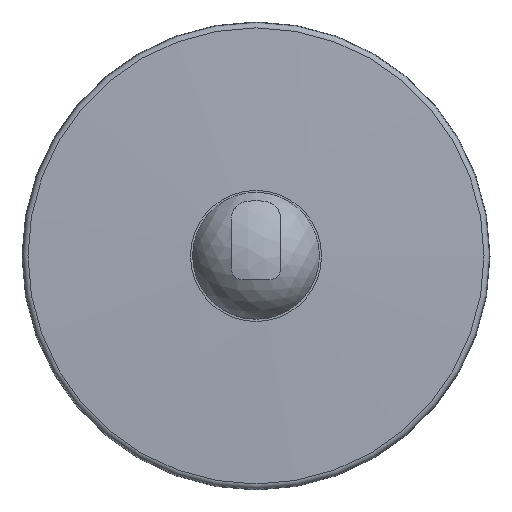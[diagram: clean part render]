
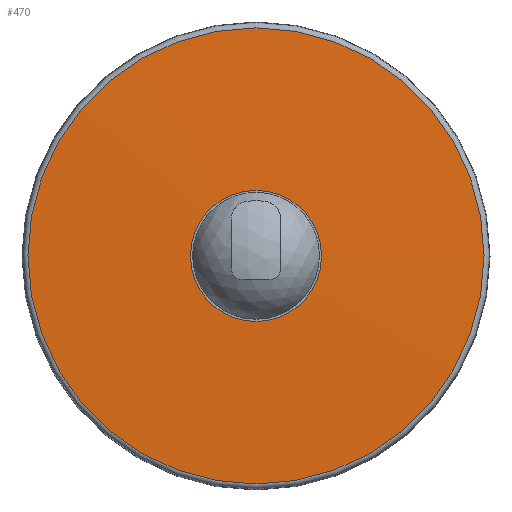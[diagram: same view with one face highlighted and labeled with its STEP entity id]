
A CAD part, top view. The second image highlights one B-rep face of the part: STEP entity #470.
In plain terms, the highlighted spherical face has radius 1892 mm.
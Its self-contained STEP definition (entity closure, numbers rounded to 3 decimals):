
#2 = AXIS2_PLACEMENT_3D ( 'NONE', #386, #391, #383 ) ;
#8 = VERTEX_POINT ( 'NONE', #266 ) ;
#12 = VERTEX_POINT ( 'NONE', #270 ) ;
#72 = AXIS2_PLACEMENT_3D ( 'NONE', #281, #280, #279 ) ;
#84 = ORIENTED_EDGE ( 'NONE', *, *, #693, .T. ) ;
#97 = ORIENTED_EDGE ( 'NONE', *, *, #196, .F. ) ;
#195 = EDGE_LOOP ( 'NONE', ( #84 ) ) ;
#196 = EDGE_CURVE ( 'NONE', #12, #12, #562, .T. ) ;
#211 = EDGE_LOOP ( 'NONE', ( #97 ) ) ;
#266 = CARTESIAN_POINT ( 'NONE',  ( 0., 23.806, 13.85 ) ) ;
#269 = CIRCLE ( 'NONE', #72, 23.806 ) ;
#270 = CARTESIAN_POINT ( 'NONE',  ( 82.834, 0., 12.186 ) ) ;
#279 = DIRECTION ( 'NONE',  ( 0., 1., 0. ) ) ;
#280 = DIRECTION ( 'NONE',  ( 0., 0., -1. ) ) ;
#281 = CARTESIAN_POINT ( 'NONE',  ( 0., 0., 13.85 ) ) ;
#383 = DIRECTION ( 'NONE',  ( 0.479, 0.878, 0. ) ) ;
#386 = CARTESIAN_POINT ( 'NONE',  ( 0., 0., -1878. ) ) ;
#391 = DIRECTION ( 'NONE',  ( 0.878, -0.479, 0. ) ) ;
#409 = AXIS2_PLACEMENT_3D ( 'NONE', #418, #417, #416 ) ;
#416 = DIRECTION ( 'NONE',  ( 1., 0., 0. ) ) ;
#417 = DIRECTION ( 'NONE',  ( 0., 0., -1. ) ) ;
#418 = CARTESIAN_POINT ( 'NONE',  ( 0., 0., 12.186 ) ) ;
#470 = ADVANCED_FACE ( 'NONE', ( #509, #552 ), #490, .T. ) ;
#490 = SPHERICAL_SURFACE ( 'NONE', #2, 1892. ) ;
#509 = FACE_OUTER_BOUND ( 'NONE', #211, .T. ) ;
#552 = FACE_OUTER_BOUND ( 'NONE', #195, .T. ) ;
#562 = CIRCLE ( 'NONE', #409, 82.834 ) ;
#693 = EDGE_CURVE ( 'NONE', #8, #8, #269, .T. ) ;
